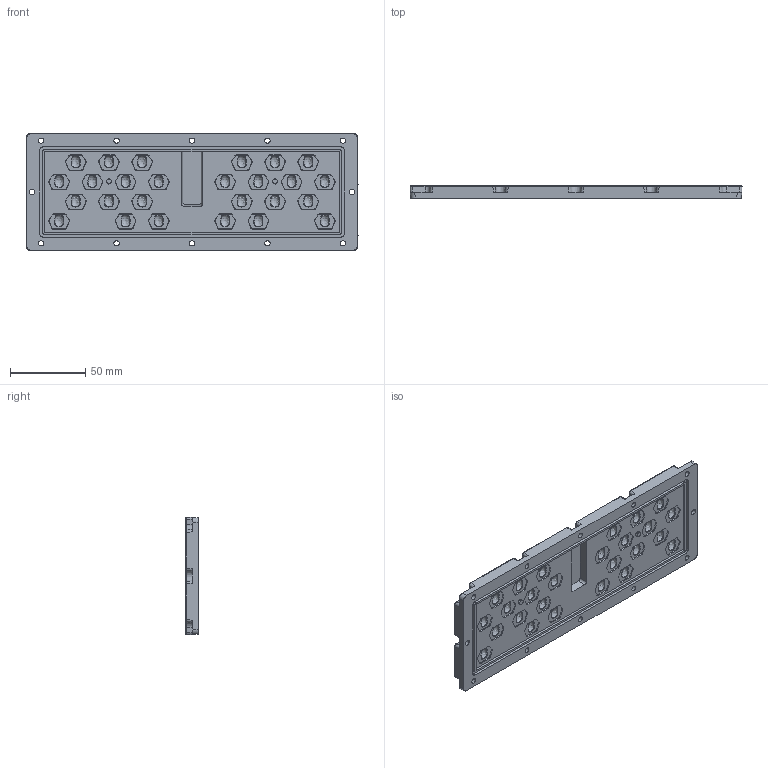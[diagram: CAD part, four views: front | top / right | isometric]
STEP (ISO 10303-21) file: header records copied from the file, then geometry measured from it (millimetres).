
FILE_DESCRIPTION((''),'2;1');
FILE_NAME('M27','2025-04-09T',('86134'),(''),'PRO/ENGINEER BY PARAMETRIC TECHNOLOGY CORPORATION, 2015070','PRO/ENGINEER BY PARAMETRIC TECHNOLOGY CORPORATION, 2015070','');
FILE_SCHEMA(('CONFIG_CONTROL_DESIGN'));
Products named in the file (1): M27
Bounding box: 219.96 x 8.2 x 77.96 mm (x, y, z)
Volume: 4.5 mm3; surface area: 47677.3 mm2
Topology: 1 solids, 2 shells, 994 faces, 2535 edges, 1609 vertices
Faces by surface type: plane 326, bspline 266, cone 196, cylinder 170, torus 36
Entity records: 148420 total; most frequent: CARTESIAN_POINT 125860, ORIENTED_EDGE 4964, DIRECTION 4188, EDGE_CURVE 2482, VERTEX_POINT 1610, AXIS2_PLACEMENT_3D 1502, VECTOR 1184, LINE 1184
